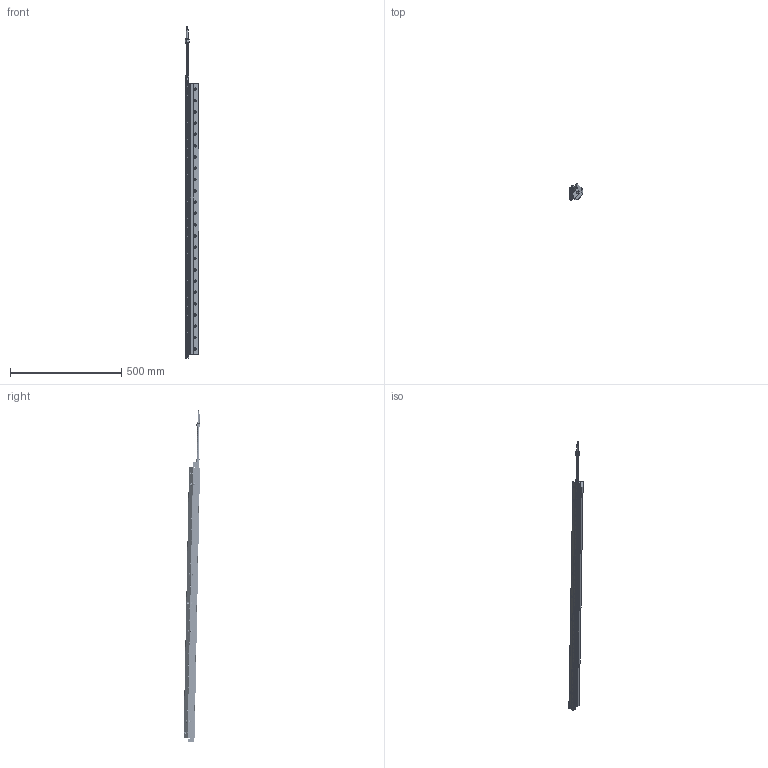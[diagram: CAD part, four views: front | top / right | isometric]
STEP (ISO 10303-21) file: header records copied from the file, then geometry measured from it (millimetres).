
FILE_DESCRIPTION(/* description */ (''),/* implementation_level */ '2;1');
FILE_NAME(/* name */ '112048-DIM.stp',/* time_stamp */ '2017-03-29T13:30:44-04:00',/* author */ ('ryan longshore'),/* organization */ (''),/* preprocessor_version */ 'ST-DEVELOPER v16.5',/* originating_system */ 'Autodesk Inventor 2017',/* authorisation */ '');
FILE_SCHEMA (('AUTOMOTIVE_DESIGN { 1 0 10303 214 3 1 1 }'));
Length unit declared in the file: inch
Products named in the file (24): 112048-DIM; 8048-DIM; 901834; 901574; 901437; 901592; 901565; 901515; 901587; 901724-DIM; 901806-DIM; 901622; 901576-DIM; 901576 without spring-DIM; 901577; 901625; 901770; 110048; 110567; 110568; Unbrako - 1/4 x 3/4; 7525; Unbrako - 10 x 1/4; Unbrako - 1/4 x 1/2
Assembly tree (103 placements, depth 4):
  112048-DIM
    8048-DIM
      901834
      901574
      901437
      901592
      901565
      901515
      901587
      901724-DIM
      901576-DIM  x48
        901576 without spring-DIM
        901577
      901806-DIM
      901622
      901625  x2
      901770
    110048
      110567
      110568
      Unbrako - 1/4 x 3/4  x24
    7525  x4
    Unbrako - 10 x 1/4  x4
    Unbrako - 1/4 x 1/2  x4
Bounding box: 60.91 x 76.27 x 1494.19 mm (x, y, z)
Volume: 1800618.3 mm3; surface area: 618261.3 mm2
Topology: 144 solids, 144 shells, 2063 faces, 4447 edges, 2826 vertices
Faces by surface type: plane 1106, cylinder 690, cone 193, torus 68, bspline 6
Full cylindrical faces by diameter (mm): 0.508 x1, 0.635 x96, 1.984 x2, 2.54 x1, 2.667 x48, 2.845 x1, 3.454 x1, 3.485 x1, 3.937 x48, 4.089 x4, 4.826 x4, 4.978 x1, 5.055 x1, 5.159 x4, 5.715 x97, 6.35 x53, 6.604 x1, 6.731 x1, 6.747 x3, 7.144 x28, 8.128 x2, 8.89 x1, 9.144 x1, 9.169 x4, 9.423 x1, 9.525 x3, 10.414 x2, 11.1 x28, 11.112 x5, 12.446 x1
Entity records: 27172 total; most frequent: CARTESIAN_POINT 17862, DIRECTION 1938, ORIENTED_EDGE 1334, AXIS2_PLACEMENT_3D 838, EDGE_LOOP 724, EDGE_CURVE 667, VERTEX_POINT 535, FACE_OUTER_BOUND 376
